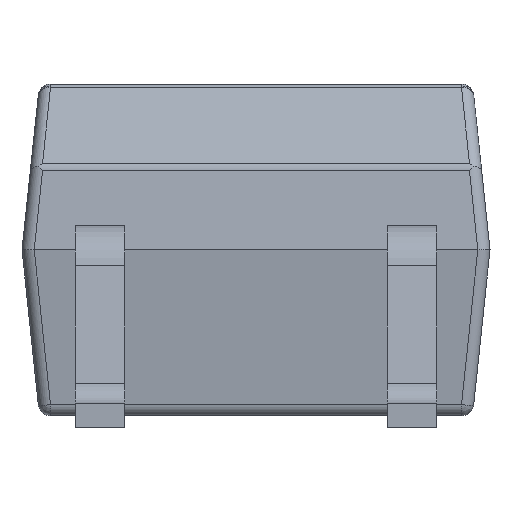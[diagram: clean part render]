
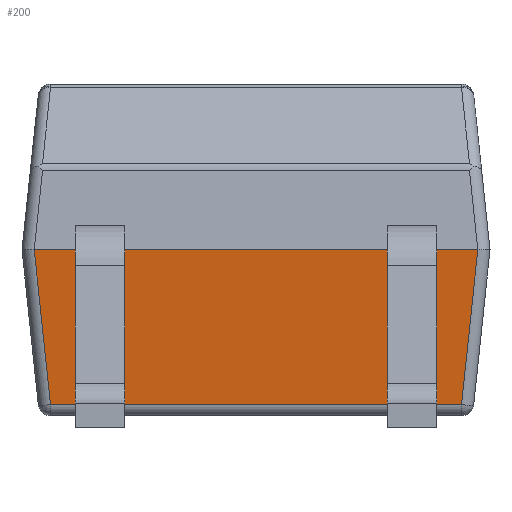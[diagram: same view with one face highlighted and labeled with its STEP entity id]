
A CAD part, front view. The second image highlights one B-rep face of the part: STEP entity #200.
In plain terms, the highlighted planar face has unit normal (0, -0.995, -0.104).
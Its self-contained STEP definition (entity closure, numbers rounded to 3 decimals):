
#200=ADVANCED_FACE('',(#1088),#1090,.T.);
#1088=FACE_BOUND('',#1089,.T.);
#1089=EDGE_LOOP('',(#1855,#1856,#1857,#1858));
#1090=PLANE('',#1091);
#1091=AXIS2_PLACEMENT_3D('',#1092,#1093,#1094);
#1092=CARTESIAN_POINT('',(-1.647,-2.042,-1.));
#1093=DIRECTION('',(0.,-0.995,-0.105));
#1094=DIRECTION('',(1.,0.,0.));
#1855=ORIENTED_EDGE('',*,*,#2318,.F.);
#1856=ORIENTED_EDGE('',*,*,#2319,.T.);
#1857=ORIENTED_EDGE('',*,*,#2308,.F.);
#1858=ORIENTED_EDGE('',*,*,#2320,.F.);
#2308=EDGE_CURVE('',#2576,#2571,#2578,.T.);
#2318=EDGE_CURVE('',#2594,#2595,#2596,.F.);
#2319=EDGE_CURVE('',#2594,#2571,#2597,.T.);
#2320=EDGE_CURVE('',#2595,#2576,#2598,.T.);
#2571=VERTEX_POINT('',#3035);
#2576=VERTEX_POINT('',#3044);
#2578=LINE('',#3048,#3049);
#2594=VERTEX_POINT('',#3084);
#2595=VERTEX_POINT('',#3085);
#2596=LINE('',#3086,#3087);
#2597=LINE('',#3089,#3090);
#2598=LINE('',#3092,#3093);
#3035=CARTESIAN_POINT('',(1.806,-2.3,1.45));
#3044=CARTESIAN_POINT('',(-1.806,-2.3,1.45));
#3048=CARTESIAN_POINT('',(-1.806,-2.3,1.45));
#3049=VECTOR('',#3050,1.);
#3050=DIRECTION('',(1.,0.,0.));
#3084=CARTESIAN_POINT('',(1.673,-2.168,0.19));
#3085=CARTESIAN_POINT('',(-1.673,-2.168,0.19));
#3086=CARTESIAN_POINT('',(-1.673,-2.168,0.19));
#3087=VECTOR('',#3088,1.);
#3088=DIRECTION('',(1.,0.,0.));
#3089=CARTESIAN_POINT('',(1.673,-2.168,0.19));
#3090=VECTOR('',#3091,1.);
#3091=DIRECTION('',(0.104,-0.104,0.989));
#3092=CARTESIAN_POINT('',(-1.673,-2.168,0.19));
#3093=VECTOR('',#3094,1.);
#3094=DIRECTION('',(-0.104,-0.104,0.989));
